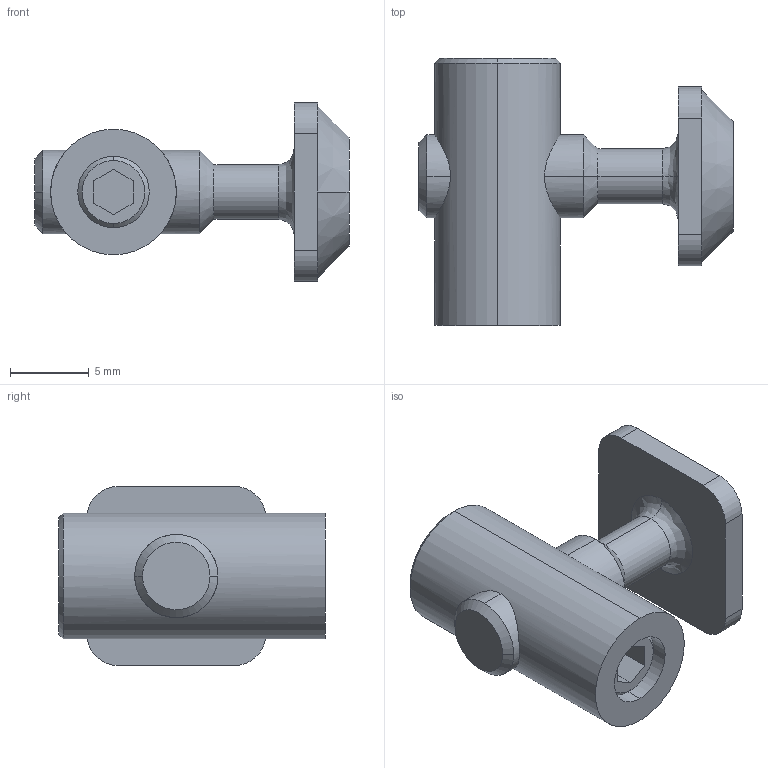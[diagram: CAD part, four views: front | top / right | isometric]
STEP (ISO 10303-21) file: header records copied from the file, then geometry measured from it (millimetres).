
FILE_DESCRIPTION (( 'STEP AP214' ), '1' );
FILE_NAME ('-6126122', '2019-02-04T09:22:38', ( '' ), ('JUGARD+KÜNSTNER GmbH'), 'SwSTEP 2.0', 'SolidWorks 2017', '' );
FILE_SCHEMA (( 'AUTOMOTIVE_DESIGN' ));
Length unit declared in the file: millimetre
Products named in the file (1): -6126122_CNAJF00
Bounding box: 20 x 17 x 11.4 mm (x, y, z)
Volume: 1268.1 mm3; surface area: 1025.4 mm2
Topology: 1 solids, 2 shells, 49 faces, 108 edges, 68 vertices
Faces by surface type: plane 18, cylinder 17, cone 12, bspline 2
Entity records: 1688 total; most frequent: CARTESIAN_POINT 560, DIRECTION 234, ORIENTED_EDGE 216, EDGE_CURVE 108, AXIS2_PLACEMENT_3D 88, VERTEX_POINT 68, VECTOR 58, LINE 58
